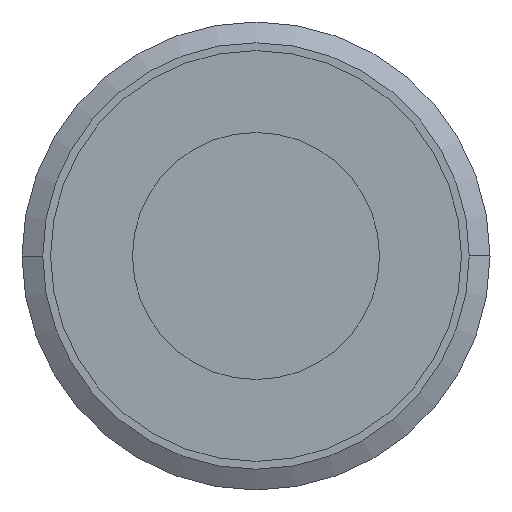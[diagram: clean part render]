
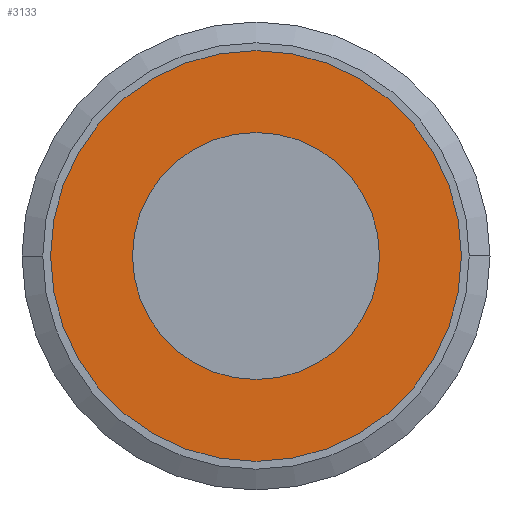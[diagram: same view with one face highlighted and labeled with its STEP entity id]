
A CAD part, left-side view. The second image highlights one B-rep face of the part: STEP entity #3133.
In plain terms, the highlighted planar face has unit normal (-1, 0, 0).
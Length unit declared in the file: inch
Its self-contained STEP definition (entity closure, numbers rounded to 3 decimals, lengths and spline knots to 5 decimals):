
#80 = AXIS2_PLACEMENT_3D ( 'NONE', #4010, #2741, #2429 ) ;
#213 = ORIENTED_EDGE ( 'NONE', *, *, #3001, .F. ) ;
#339 = FACE_BOUND ( 'NONE', #616, .T. ) ;
#616 = EDGE_LOOP ( 'NONE', ( #3659, #3258 ) ) ;
#894 = AXIS2_PLACEMENT_3D ( 'NONE', #2819, #3157, #1132 ) ;
#915 = EDGE_CURVE ( 'NONE', #2269, #2895, #4206, .T. ) ;
#1132 = DIRECTION ( 'NONE',  ( 0., 0., -1. ) ) ;
#1230 = ORIENTED_EDGE ( 'NONE', *, *, #915, .F. ) ;
#1232 = CARTESIAN_POINT ( 'NONE',  ( -0.03937, 0., 0.18701 ) ) ;
#1717 = EDGE_CURVE ( 'NONE', #3100, #4234, #3225, .T. ) ;
#1852 = CARTESIAN_POINT ( 'NONE',  ( -0.03937, 0., 0. ) ) ;
#2014 = EDGE_CURVE ( 'NONE', #4234, #3100, #4256, .T. ) ;
#2033 = FACE_OUTER_BOUND ( 'NONE', #3760, .T. ) ;
#2269 = VERTEX_POINT ( 'NONE', #3521 ) ;
#2341 = AXIS2_PLACEMENT_3D ( 'NONE', #1852, #2839, #3172 ) ;
#2429 = DIRECTION ( 'NONE',  ( 0., 0., -1. ) ) ;
#2595 = AXIS2_PLACEMENT_3D ( 'NONE', #3500, #2836, #4194 ) ;
#2741 = DIRECTION ( 'NONE',  ( 1., 0., 0. ) ) ;
#2819 = CARTESIAN_POINT ( 'NONE',  ( -0.03937, 0., 0. ) ) ;
#2836 = DIRECTION ( 'NONE',  ( 1., 0., 0. ) ) ;
#2839 = DIRECTION ( 'NONE',  ( 1., 0., 0. ) ) ;
#2894 = AXIS2_PLACEMENT_3D ( 'NONE', #3857, #4196, #3221 ) ;
#2895 = VERTEX_POINT ( 'NONE', #3066 ) ;
#3001 = EDGE_CURVE ( 'NONE', #2895, #2269, #3489, .T. ) ;
#3066 = CARTESIAN_POINT ( 'NONE',  ( -0.03937, 0., -0.31102 ) ) ;
#3100 = VERTEX_POINT ( 'NONE', #3484 ) ;
#3133 = ADVANCED_FACE ( 'NONE', ( #2033, #339 ), #3779, .T. ) ;
#3157 = DIRECTION ( 'NONE',  ( 1., 0., 0. ) ) ;
#3172 = DIRECTION ( 'NONE',  ( 0., 0., -1. ) ) ;
#3221 = DIRECTION ( 'NONE',  ( 0., 0., 1. ) ) ;
#3225 = CIRCLE ( 'NONE', #80, 0.18701 ) ;
#3258 = ORIENTED_EDGE ( 'NONE', *, *, #2014, .T. ) ;
#3484 = CARTESIAN_POINT ( 'NONE',  ( -0.03937, 0., -0.18701 ) ) ;
#3489 = CIRCLE ( 'NONE', #2341, 0.31102 ) ;
#3500 = CARTESIAN_POINT ( 'NONE',  ( -0.03937, 0., 0. ) ) ;
#3521 = CARTESIAN_POINT ( 'NONE',  ( -0.03937, 0., 0.31102 ) ) ;
#3659 = ORIENTED_EDGE ( 'NONE', *, *, #1717, .T. ) ;
#3760 = EDGE_LOOP ( 'NONE', ( #213, #1230 ) ) ;
#3779 = PLANE ( 'NONE',  #2894 ) ;
#3857 = CARTESIAN_POINT ( 'NONE',  ( -0.03937, 0., 0. ) ) ;
#4010 = CARTESIAN_POINT ( 'NONE',  ( -0.03937, 0., 0. ) ) ;
#4194 = DIRECTION ( 'NONE',  ( 0., 0., -1. ) ) ;
#4196 = DIRECTION ( 'NONE',  ( -1., 0., 0. ) ) ;
#4206 = CIRCLE ( 'NONE', #894, 0.31102 ) ;
#4234 = VERTEX_POINT ( 'NONE', #1232 ) ;
#4256 = CIRCLE ( 'NONE', #2595, 0.18701 ) ;
